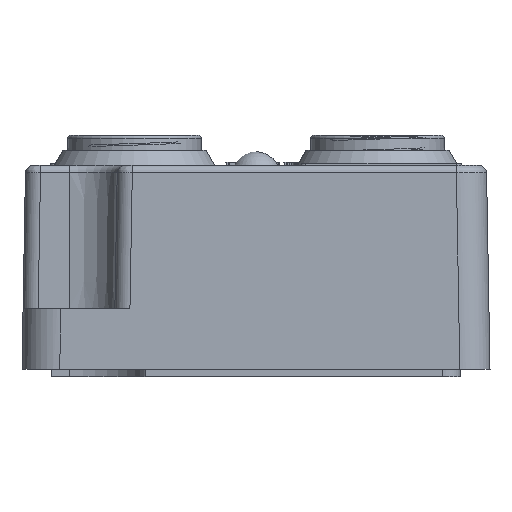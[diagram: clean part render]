
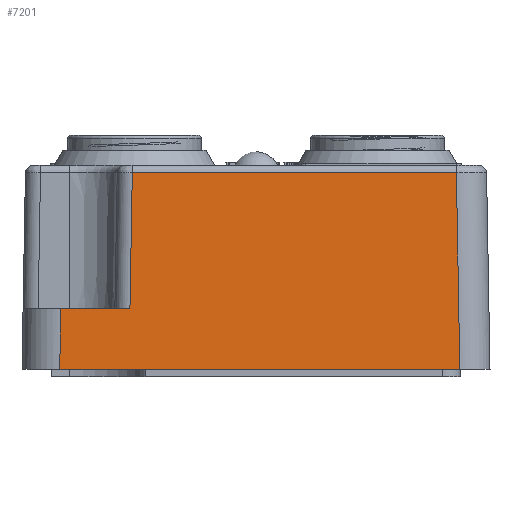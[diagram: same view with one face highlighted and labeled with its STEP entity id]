
A CAD part, front view. The second image highlights one B-rep face of the part: STEP entity #7201.
In plain terms, the highlighted planar face has unit normal (0, -1, 0.018).
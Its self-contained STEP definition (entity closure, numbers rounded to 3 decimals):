
#6246=FACE_OUTER_BOUND('',#11672,.T.);
#7201=ADVANCED_FACE('',(#6246),#8354,.T.);
#8354=PLANE('',#29122);
#11672=EDGE_LOOP('',(#15029,#15030,#15031,#15032,#15033,#15034));
#15029=ORIENTED_EDGE('',*,*,#23010,.T.);
#15030=ORIENTED_EDGE('',*,*,#23029,.T.);
#15031=ORIENTED_EDGE('',*,*,#23030,.T.);
#15032=ORIENTED_EDGE('',*,*,#22219,.F.);
#15033=ORIENTED_EDGE('',*,*,#23031,.T.);
#15034=ORIENTED_EDGE('',*,*,#23032,.T.);
#19955=VERTEX_POINT('',#38271);
#19956=VERTEX_POINT('',#38273);
#20475=VERTEX_POINT('',#41427);
#20477=VERTEX_POINT('',#41430);
#20490=VERTEX_POINT('',#41471);
#20491=VERTEX_POINT('',#41474);
#22219=EDGE_CURVE('',#19955,#19956,#25166,.T.);
#23010=EDGE_CURVE('',#20477,#20475,#25734,.T.);
#23029=EDGE_CURVE('',#20475,#20490,#25747,.T.);
#23030=EDGE_CURVE('',#20490,#19956,#25748,.T.);
#23031=EDGE_CURVE('',#19955,#20491,#25749,.T.);
#23032=EDGE_CURVE('',#20491,#20477,#25750,.T.);
#25166=LINE('',#38272,#26947);
#25734=LINE('',#41429,#27619);
#25747=LINE('',#41470,#27632);
#25748=LINE('',#41472,#27633);
#25749=LINE('',#41473,#27634);
#25750=LINE('',#41475,#27635);
#26947=VECTOR('',#30681,1.);
#27619=VECTOR('',#31809,1.);
#27632=VECTOR('',#31844,1.);
#27633=VECTOR('',#31845,1.);
#27634=VECTOR('',#31846,1.);
#27635=VECTOR('',#31847,1.);
#29122=AXIS2_PLACEMENT_3D('',#41476,#31848,#31849);
#30681=DIRECTION('',(-1.,0.,0.));
#31809=DIRECTION('',(-0.017,-0.017,-1.));
#31844=DIRECTION('',(-1.,0.,0.));
#31845=DIRECTION('',(-0.017,-0.017,-1.));
#31846=DIRECTION('',(-0.017,0.017,1.));
#31847=DIRECTION('',(-1.,0.,0.));
#31848=DIRECTION('',(0.,-1.,0.017));
#31849=DIRECTION('',(0.,-0.017,-1.));
#38271=CARTESIAN_POINT('',(228.85,-162.036,-13.5));
#38272=CARTESIAN_POINT('',(215.35,-162.036,-13.5));
#38273=CARTESIAN_POINT('',(202.35,-162.036,-13.5));
#41427=CARTESIAN_POINT('',(207.,-161.966,-9.5));
#41429=CARTESIAN_POINT('',(206.933,-162.034,-13.353));
#41430=CARTESIAN_POINT('',(207.157,-161.809,-0.491));
#41470=CARTESIAN_POINT('',(203.,-161.966,-9.5));
#41471=CARTESIAN_POINT('',(202.419,-161.966,-9.5));
#41472=CARTESIAN_POINT('',(202.354,-162.032,-13.276));
#41473=CARTESIAN_POINT('',(228.846,-162.032,-13.267));
#41474=CARTESIAN_POINT('',(228.623,-161.809,-0.491));
#41475=CARTESIAN_POINT('',(215.35,-161.809,-0.491));
#41476=CARTESIAN_POINT('',(215.35,-162.036,-13.5));
